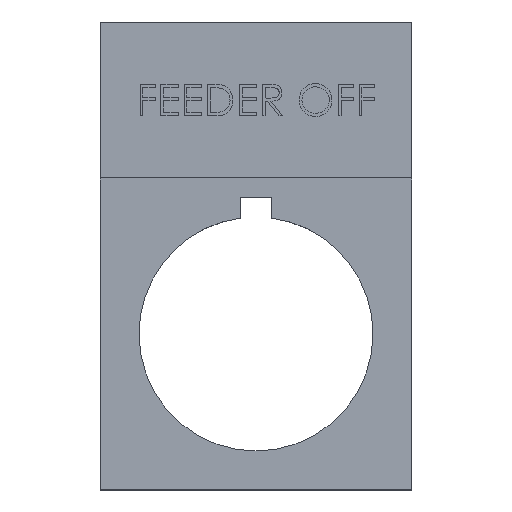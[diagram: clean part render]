
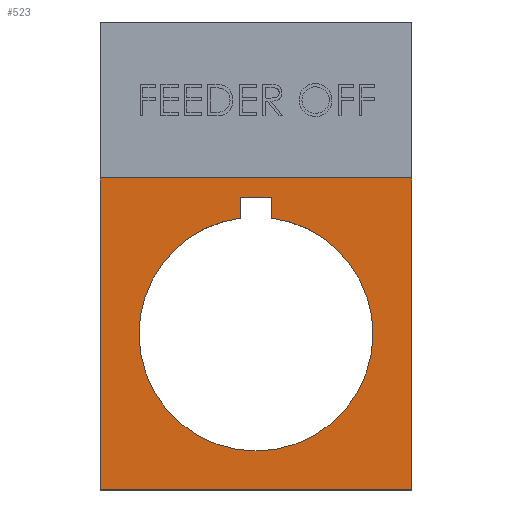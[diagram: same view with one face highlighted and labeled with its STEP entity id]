
A CAD part, top view. The second image highlights one B-rep face of the part: STEP entity #523.
In plain terms, the highlighted planar face has unit normal (0, 0, 1).
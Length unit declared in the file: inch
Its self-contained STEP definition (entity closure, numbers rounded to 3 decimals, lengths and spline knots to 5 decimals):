
#223 = VECTOR ( 'NONE', #5137, 39.37008 ) ;
#305 = EDGE_CURVE ( 'NONE', #1791, #5655, #1637, .T. ) ;
#390 = VERTEX_POINT ( 'NONE', #6582 ) ;
#399 = DIRECTION ( 'NONE',  ( 0., 0., -1. ) ) ;
#523 = ADVANCED_FACE ( 'NONE', ( #3628, #4964 ), #963, .T. ) ;
#560 = LINE ( 'NONE', #2428, #5819 ) ;
#656 = ORIENTED_EDGE ( 'NONE', *, *, #1574, .T. ) ;
#781 = AXIS2_PLACEMENT_3D ( 'NONE', #7241, #4367, #5589 ) ;
#963 = PLANE ( 'NONE',  #781 ) ;
#1084 = CARTESIAN_POINT ( 'NONE',  ( 0.19685, 0.59055, 0.01969 ) ) ;
#1124 = EDGE_CURVE ( 'NONE', #390, #3790, #560, .T. ) ;
#1181 = CARTESIAN_POINT ( 'NONE',  ( 0.05906, 0.5177, 0.01969 ) ) ;
#1218 = EDGE_LOOP ( 'NONE', ( #3569, #656, #3792, #2700, #1602, #4258 ) ) ;
#1329 = CARTESIAN_POINT ( 'NONE',  ( -0.59055, -0.59055, 0.01969 ) ) ;
#1508 = VERTEX_POINT ( 'NONE', #1663 ) ;
#1574 = EDGE_CURVE ( 'NONE', #5655, #4864, #5825, .T. ) ;
#1602 = ORIENTED_EDGE ( 'NONE', *, *, #4212, .T. ) ;
#1637 = LINE ( 'NONE', #3007, #5029 ) ;
#1663 = CARTESIAN_POINT ( 'NONE',  ( -0.59055, 0.59055, 0.01969 ) ) ;
#1791 = VERTEX_POINT ( 'NONE', #5238 ) ;
#1809 = DIRECTION ( 'NONE',  ( 0., 1., 0. ) ) ;
#1877 = VECTOR ( 'NONE', #6316, 39.37008 ) ;
#2093 = ORIENTED_EDGE ( 'NONE', *, *, #3845, .F. ) ;
#2184 = EDGE_LOOP ( 'NONE', ( #2093, #4249, #6651, #5250 ) ) ;
#2339 = DIRECTION ( 'NONE',  ( 1., 0., 0. ) ) ;
#2422 = DIRECTION ( 'NONE',  ( 0., 0., -1. ) ) ;
#2428 = CARTESIAN_POINT ( 'NONE',  ( 0.59055, -0.59055, 0.01969 ) ) ;
#2527 = VERTEX_POINT ( 'NONE', #3154 ) ;
#2604 = CIRCLE ( 'NONE', #6601, 0.44291 ) ;
#2700 = ORIENTED_EDGE ( 'NONE', *, *, #5781, .T. ) ;
#2845 = LINE ( 'NONE', #4865, #5869 ) ;
#3007 = CARTESIAN_POINT ( 'NONE',  ( 0.05906, 0.5177, 0.01969 ) ) ;
#3117 = DIRECTION ( 'NONE',  ( 0., 1., 0. ) ) ;
#3154 = CARTESIAN_POINT ( 'NONE',  ( -0.05906, 0.43896, 0.01969 ) ) ;
#3369 = CIRCLE ( 'NONE', #5395, 0.44291 ) ;
#3569 = ORIENTED_EDGE ( 'NONE', *, *, #305, .T. ) ;
#3628 = FACE_BOUND ( 'NONE', #1218, .T. ) ;
#3705 = CARTESIAN_POINT ( 'NONE',  ( 0.44291, 0., 0.01969 ) ) ;
#3790 = VERTEX_POINT ( 'NONE', #4034 ) ;
#3792 = ORIENTED_EDGE ( 'NONE', *, *, #6702, .T. ) ;
#3845 = EDGE_CURVE ( 'NONE', #3790, #5582, #6381, .T. ) ;
#3973 = DIRECTION ( 'NONE',  ( 0., 0., -1. ) ) ;
#4000 = CARTESIAN_POINT ( 'NONE',  ( 0., 0., 0.01969 ) ) ;
#4034 = CARTESIAN_POINT ( 'NONE',  ( 0.59055, -0.59055, 0.01969 ) ) ;
#4094 = CIRCLE ( 'NONE', #4996, 0.44291 ) ;
#4178 = CARTESIAN_POINT ( 'NONE',  ( 0., 0., 0.01969 ) ) ;
#4211 = DIRECTION ( 'NONE',  ( 0., -1., 0. ) ) ;
#4212 = EDGE_CURVE ( 'NONE', #6722, #2527, #4094, .T. ) ;
#4249 = ORIENTED_EDGE ( 'NONE', *, *, #1124, .F. ) ;
#4258 = ORIENTED_EDGE ( 'NONE', *, *, #6848, .T. ) ;
#4323 = VERTEX_POINT ( 'NONE', #3705 ) ;
#4367 = DIRECTION ( 'NONE',  ( 0., 0., 1. ) ) ;
#4564 = CARTESIAN_POINT ( 'NONE',  ( -0.19685, 0.59055, 0.01969 ) ) ;
#4678 = LINE ( 'NONE', #6805, #5976 ) ;
#4772 = CARTESIAN_POINT ( 'NONE',  ( -0.44291, 0., 0.01969 ) ) ;
#4864 = VERTEX_POINT ( 'NONE', #6094 ) ;
#4865 = CARTESIAN_POINT ( 'NONE',  ( -0.05906, 0.5177, 0.01969 ) ) ;
#4964 = FACE_OUTER_BOUND ( 'NONE', #2184, .T. ) ;
#4996 = AXIS2_PLACEMENT_3D ( 'NONE', #6053, #399, #5985 ) ;
#5029 = VECTOR ( 'NONE', #7111, 39.37008 ) ;
#5047 = CARTESIAN_POINT ( 'NONE',  ( -0.59055, -0.59055, 0.01969 ) ) ;
#5137 = DIRECTION ( 'NONE',  ( 0., -1., 0. ) ) ;
#5206 = CARTESIAN_POINT ( 'NONE',  ( 0.05906, 0.43896, 0.01969 ) ) ;
#5238 = CARTESIAN_POINT ( 'NONE',  ( -0.05906, 0.5177, 0.01969 ) ) ;
#5240 = DIRECTION ( 'NONE',  ( 1., 0., 0. ) ) ;
#5250 = ORIENTED_EDGE ( 'NONE', *, *, #5679, .F. ) ;
#5395 = AXIS2_PLACEMENT_3D ( 'NONE', #4178, #2422, #5240 ) ;
#5582 = VERTEX_POINT ( 'NONE', #5047 ) ;
#5589 = DIRECTION ( 'NONE',  ( 1., 0., 0. ) ) ;
#5655 = VERTEX_POINT ( 'NONE', #1181 ) ;
#5679 = EDGE_CURVE ( 'NONE', #5582, #1508, #4678, .T. ) ;
#5781 = EDGE_CURVE ( 'NONE', #4323, #6722, #2604, .T. ) ;
#5819 = VECTOR ( 'NONE', #4211, 39.37008 ) ;
#5825 = LINE ( 'NONE', #5206, #223 ) ;
#5869 = VECTOR ( 'NONE', #3117, 39.37008 ) ;
#5947 = EDGE_CURVE ( 'NONE', #390, #1508, #5980, .T. ) ;
#5976 = VECTOR ( 'NONE', #1809, 39.37008 ) ;
#5980 = B_SPLINE_CURVE_WITH_KNOTS ( 'NONE', 3,
 ( #6194, #1084, #4564, #6690 ),
 .UNSPECIFIED., .F., .F.,
 ( 4, 4 ),
 ( 0., 1. ),
 .UNSPECIFIED. ) ;
#5985 = DIRECTION ( 'NONE',  ( 1., 0., 0. ) ) ;
#6053 = CARTESIAN_POINT ( 'NONE',  ( 0., 0., 0.01969 ) ) ;
#6094 = CARTESIAN_POINT ( 'NONE',  ( 0.05906, 0.43896, 0.01969 ) ) ;
#6194 = CARTESIAN_POINT ( 'NONE',  ( 0.59055, 0.59055, 0.01969 ) ) ;
#6316 = DIRECTION ( 'NONE',  ( -1., 0., 0. ) ) ;
#6381 = LINE ( 'NONE', #1329, #1877 ) ;
#6582 = CARTESIAN_POINT ( 'NONE',  ( 0.59055, 0.59055, 0.01969 ) ) ;
#6601 = AXIS2_PLACEMENT_3D ( 'NONE', #4000, #3973, #2339 ) ;
#6651 = ORIENTED_EDGE ( 'NONE', *, *, #5947, .T. ) ;
#6690 = CARTESIAN_POINT ( 'NONE',  ( -0.59055, 0.59055, 0.01969 ) ) ;
#6702 = EDGE_CURVE ( 'NONE', #4864, #4323, #3369, .T. ) ;
#6722 = VERTEX_POINT ( 'NONE', #4772 ) ;
#6805 = CARTESIAN_POINT ( 'NONE',  ( -0.59055, 1.1811, 0.01969 ) ) ;
#6848 = EDGE_CURVE ( 'NONE', #2527, #1791, #2845, .T. ) ;
#7111 = DIRECTION ( 'NONE',  ( 1., 0., 0. ) ) ;
#7241 = CARTESIAN_POINT ( 'NONE',  ( 0., 0.29528, 0.01969 ) ) ;
